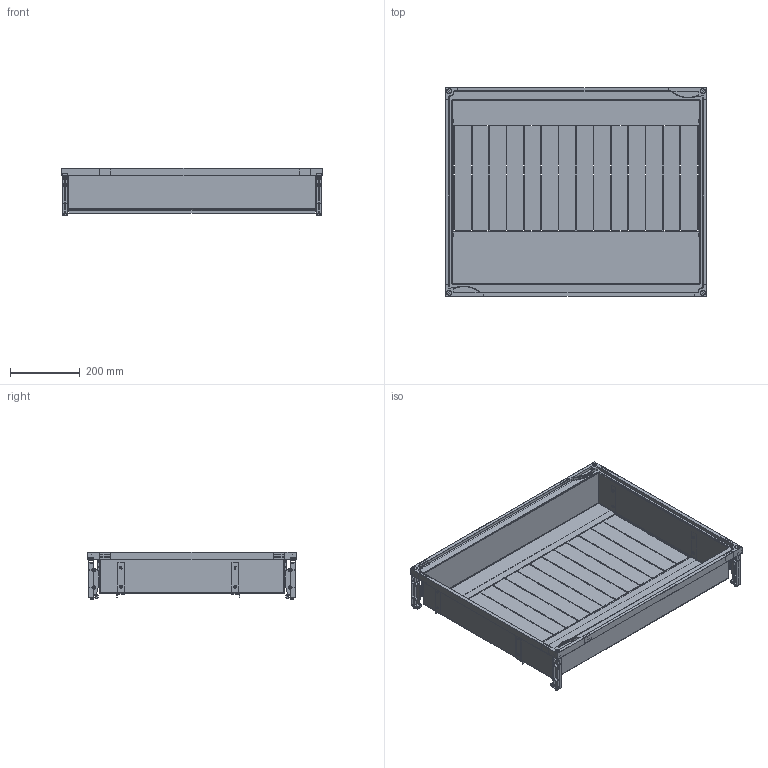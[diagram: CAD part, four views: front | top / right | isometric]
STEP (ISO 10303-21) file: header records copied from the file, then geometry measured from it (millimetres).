
FILE_DESCRIPTION(('STEP AP214'),'1');
FILE_NAME('cctmp_D3593ECC-431F-4AB2-8DDF-A9CDD479BD13_2024_11_20_13_29_24_0538..stp','2024-11-20T12:29:26',('SIEMENS A&D'),('CADClick - www.CADClick.com'),'Spatial InterOp 3D',' ','unknown authorization');
FILE_SCHEMA(('AUTOMOTIVE_DESIGN'));
Length unit declared in the file: millimetre
Products named in the file (28): cc_unnamed; 2024_11_20_13_29_24_0473; 2024_11_20_13_29_24_0441; 2024_11_20_13_29_24_0410; 2024_11_20_13_29_24_0378; 2024_11_20_13_29_24_0347; 2024_11_20_13_29_24_0285; 2024_11_20_13_29_24_0254; 2024_11_20_13_29_24_0222; 2024_11_20_13_29_24_0191; 2024_11_20_13_29_24_0160; 2024_11_20_13_29_24_0097; 2024_11_20_13_29_24_0066; 2024_11_20_13_29_24_0035; 2024_11_20_13_29_24_0003; 2024_11_20_13_29_23_0972; 2024_11_20_13_29_23_0910; 2024_11_20_13_29_23_0878; 2024_11_20_13_29_23_0847; 2024_11_20_13_29_23_0816; 2024_11_20_13_29_23_0754; 2024_11_20_13_29_23_0723; 2024_11_20_13_29_23_0691; 2024_11_20_13_29_23_0660; 2024_11_20_13_29_23_0625; 2024_11_20_13_29_23_0580; 2024_11_20_13_29_23_0539; 2024_11_20_13_29_23_0504
Assembly tree (27 placements, depth 2):
  cc_unnamed
    2024_11_20_13_29_24_0473
    2024_11_20_13_29_24_0441
    2024_11_20_13_29_24_0410
    2024_11_20_13_29_24_0378
    2024_11_20_13_29_24_0347
    2024_11_20_13_29_24_0285
    2024_11_20_13_29_24_0254
    2024_11_20_13_29_24_0222
    2024_11_20_13_29_24_0191
    2024_11_20_13_29_24_0160
    2024_11_20_13_29_24_0097
    2024_11_20_13_29_24_0066
    2024_11_20_13_29_24_0035
    2024_11_20_13_29_24_0003
    2024_11_20_13_29_23_0972
    2024_11_20_13_29_23_0910
    2024_11_20_13_29_23_0878
    2024_11_20_13_29_23_0847
    2024_11_20_13_29_23_0816
    2024_11_20_13_29_23_0754
    2024_11_20_13_29_23_0723
    2024_11_20_13_29_23_0691
    2024_11_20_13_29_23_0660
    2024_11_20_13_29_23_0625
    2024_11_20_13_29_23_0580
    2024_11_20_13_29_23_0539
    2024_11_20_13_29_23_0504
Bounding box: 750 x 600 x 137.23 mm (x, y, z)
Volume: 1850409.8 mm3; surface area: 1829481.7 mm2
Topology: 27 solids, 27 shells, 2180 faces, 6118 edges, 3996 vertices
Faces by surface type: plane 1624, cylinder 440, sphere 48, cone 40, torus 28
Entity records: 89187 total; most frequent: CARTESIAN_POINT 13290, ORIENTED_EDGE 12140, DIRECTION 11602, EDGE_CURVE 6070, LINE 4802, VECTOR 4802, VERTEX_POINT 3996, AXIS2_PLACEMENT_3D 3400
